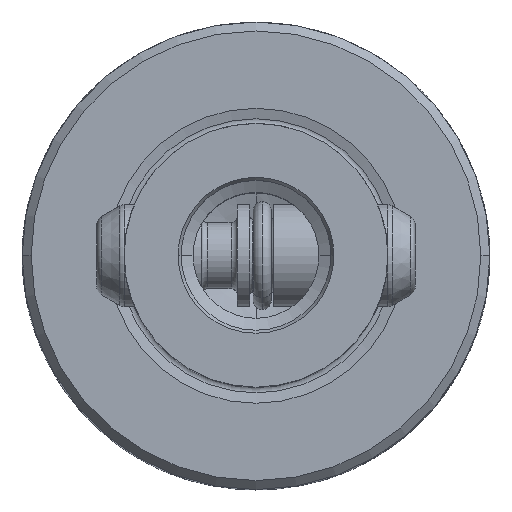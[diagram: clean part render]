
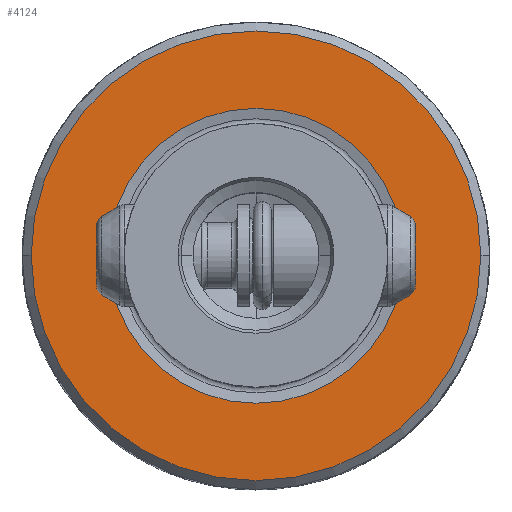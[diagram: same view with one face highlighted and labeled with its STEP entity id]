
A CAD part, top view. The second image highlights one B-rep face of the part: STEP entity #4124.
In plain terms, the highlighted planar face has unit normal (0, 0, 1).
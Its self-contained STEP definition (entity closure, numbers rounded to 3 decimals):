
#4124=ADVANCED_FACE('Fl�che73',(#12123,#12124),#12125,.F.);
#6498=EDGE_CURVE('Kante289',#8832,#11162,#14722,.F.);
#7578=EDGE_CURVE('Kante289',#11162,#8832,#15904,.T.);
#8832=VERTEX_POINT('NONE',#17289);
#8848=VERTEX_POINT('NONE',#17307);
#9978=EDGE_CURVE('Kante643',#10658,#8848,#18561,.F.);
#10658=VERTEX_POINT('NONE',#19316);
#11162=VERTEX_POINT('NONE',#19880);
#11212=EDGE_CURVE('Kante643',#8848,#10658,#19935,.T.);
#12123=FACE_OUTER_BOUND('',#20965,.T.);
#12124=FACE_BOUND('',#20966,.T.);
#12125=PLANE('',#20967);
#14722=CIRCLE('',#30934,12.299);
#15904=CIRCLE('',#34751,12.299);
#17289=CARTESIAN_POINT('',(12.299,0.,0.));
#17307=CARTESIAN_POINT('',(18.75,0.,0.));
#18561=CIRCLE('',#43632,18.75);
#19316=CARTESIAN_POINT('',(-18.75,0.,0.));
#19880=CARTESIAN_POINT('',(-12.299,0.,0.));
#19935=CIRCLE('',#48187,18.75);
#20965=EDGE_LOOP('',(#51262,#51263));
#20966=EDGE_LOOP('',(#51264,#51265));
#20967=AXIS2_PLACEMENT_3D('',#51266,#51267,#51268);
#30934=AXIS2_PLACEMENT_3D('',#53926,#53927,#53928);
#34751=AXIS2_PLACEMENT_3D('',#55069,#55070,#55071);
#43632=AXIS2_PLACEMENT_3D('',#57985,#57986,#57987);
#48187=AXIS2_PLACEMENT_3D('',#59497,#59498,#59499);
#51262=ORIENTED_EDGE('',*,*,#9978,.T.);
#51263=ORIENTED_EDGE('',*,*,#11212,.T.);
#51264=ORIENTED_EDGE('',*,*,#6498,.F.);
#51265=ORIENTED_EDGE('',*,*,#7578,.F.);
#51266=CARTESIAN_POINT('',(0.,11.0,0.));
#51267=DIRECTION('',(0.,0.,-1.0));
#51268=DIRECTION('',(1.0,0.,0.0));
#53926=CARTESIAN_POINT('',(0.,0.,0.));
#53927=DIRECTION('',(0.,0.,-1.0));
#53928=DIRECTION('',(1.0,0.,0.0));
#55069=CARTESIAN_POINT('',(0.,0.,0.));
#55070=DIRECTION('',(0.,0.,1.0));
#55071=DIRECTION('',(1.0,0.,0.0));
#57985=CARTESIAN_POINT('',(0.,0.,0.));
#57986=DIRECTION('',(0.,0.,-1.0));
#57987=DIRECTION('',(-1.0,0.,0.0));
#59497=CARTESIAN_POINT('',(0.,0.,0.));
#59498=DIRECTION('',(0.,0.,1.0));
#59499=DIRECTION('',(-1.0,0.,0.0));
